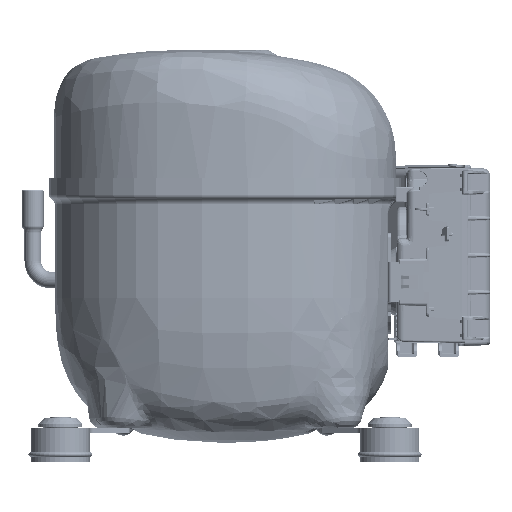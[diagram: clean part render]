
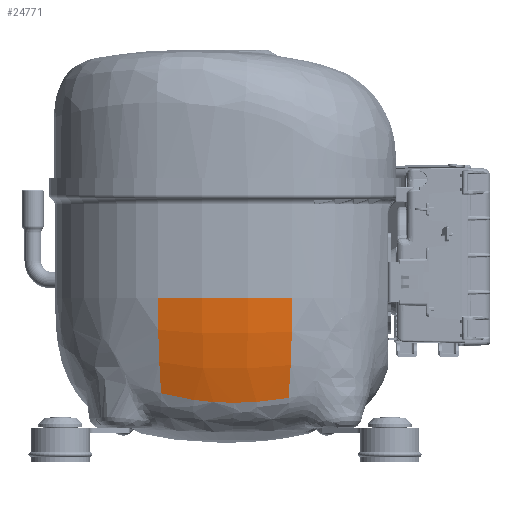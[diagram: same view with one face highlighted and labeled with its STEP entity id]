
A CAD part, left-side view. The second image highlights one B-rep face of the part: STEP entity #24771.
In plain terms, the highlighted free-form (B-spline) face has degree [3, 3] with [4, 4] control points.
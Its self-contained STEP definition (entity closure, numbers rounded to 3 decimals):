
#1621=(
BOUNDED_SURFACE()
B_SPLINE_SURFACE(3,3,((#227865,#227866,#227867,#227868),(#227869,#227870,
#227871,#227872),(#227873,#227874,#227875,#227876),(#227877,#227878,#227879,
#227880)),.UNSPECIFIED.,.F.,.F.,.F.)
B_SPLINE_SURFACE_WITH_KNOTS((4,4),(4,4),(0.,1.),(0.,1.),.UNSPECIFIED.)
GEOMETRIC_REPRESENTATION_ITEM()
RATIONAL_B_SPLINE_SURFACE(((1.,0.98,0.98,1.),(0.992,
0.972,0.972,0.992),(0.992,
0.972,0.972,0.992),(1.,0.98,
0.98,1.)))
REPRESENTATION_ITEM('')
SURFACE()
);
#24771=ADVANCED_FACE('',(#31397),#1621,.T.);
#31397=FACE_OUTER_BOUND('',#37118,.T.);
#37118=EDGE_LOOP('',(#64804,#64805,#64806,#64807,#64808,#64809,#64810));
#40189=CIRCLE('',#101314,188.54);
#40191=CIRCLE('',#101317,149.694);
#40192=CIRCLE('',#101318,188.54);
#64804=ORIENTED_EDGE('',*,*,#89231,.F.);
#64805=ORIENTED_EDGE('',*,*,#89228,.T.);
#64806=ORIENTED_EDGE('',*,*,#89225,.T.);
#64807=ORIENTED_EDGE('',*,*,#89175,.T.);
#64808=ORIENTED_EDGE('',*,*,#89268,.F.);
#64809=ORIENTED_EDGE('',*,*,#89269,.F.);
#64810=ORIENTED_EDGE('',*,*,#89234,.F.);
#76011=VERTEX_POINT('',#225035);
#76035=VERTEX_POINT('',#225253);
#76036=VERTEX_POINT('',#225255);
#76077=VERTEX_POINT('',#226287);
#76079=VERTEX_POINT('',#226403);
#76081=VERTEX_POINT('',#226459);
#76083=VERTEX_POINT('',#226773);
#89175=EDGE_CURVE('',#76036,#76035,#40189,.T.);
#89225=EDGE_CURVE('',#76077,#76036,#95117,.T.);
#89228=EDGE_CURVE('',#76079,#76077,#95120,.T.);
#89231=EDGE_CURVE('',#76079,#76081,#95123,.T.);
#89234=EDGE_CURVE('',#76081,#76083,#95126,.T.);
#89268=EDGE_CURVE('',#76011,#76035,#40191,.T.);
#89269=EDGE_CURVE('',#76083,#76011,#40192,.T.);
#95117=B_SPLINE_CURVE_WITH_KNOTS('',3,(#226283,#226284,#226285,#226286),
 .UNSPECIFIED.,.F.,.F.,(4,4),(0.,1.),.UNSPECIFIED.);
#95120=B_SPLINE_CURVE_WITH_KNOTS('',3,(#226399,#226400,#226401,#226402),
 .UNSPECIFIED.,.F.,.F.,(4,4),(0.,1.),.UNSPECIFIED.);
#95123=B_SPLINE_CURVE_WITH_KNOTS('',3,(#226455,#226456,#226457,#226458),
 .UNSPECIFIED.,.F.,.F.,(4,4),(0.,1.),.UNSPECIFIED.);
#95126=B_SPLINE_CURVE_WITH_KNOTS('',3,(#226765,#226766,#226767,#226768,#226769,
#226770,#226771,#226772),.UNSPECIFIED.,.F.,.F.,(4,2,2,4),(0.,0.5,0.75,1.),
 .UNSPECIFIED.);
#101314=AXIS2_PLACEMENT_3D('',#225254,#120271,#120272);
#101317=AXIS2_PLACEMENT_3D('',#227863,#120279,#120280);
#101318=AXIS2_PLACEMENT_3D('',#227864,#120281,#120282);
#120271=DIRECTION('',(-0.243,0.97,0.));
#120272=DIRECTION('',(-0.97,-0.243,0.));
#120279=DIRECTION('',(0.,0.,1.));
#120280=DIRECTION('',(1.,0.,0.));
#120281=DIRECTION('',(0.243,0.97,0.));
#120282=DIRECTION('',(-0.97,0.243,0.));
#225035=CARTESIAN_POINT('',(-71.343,36.316,-64.5));
#225253=CARTESIAN_POINT('',(-71.343,-36.316,-64.5));
#225254=CARTESIAN_POINT('',(111.565,9.424,-64.5));
#225255=CARTESIAN_POINT('',(-63.626,-34.386,-118.687));
#226283=CARTESIAN_POINT('',(-66.178,-17.012,-120.819));
#226284=CARTESIAN_POINT('',(-65.604,-22.82,-120.402));
#226285=CARTESIAN_POINT('',(-64.758,-28.616,-119.692));
#226286=CARTESIAN_POINT('',(-63.626,-34.386,-118.687));
#226287=CARTESIAN_POINT('',(-66.178,-17.012,-120.819));
#226399=CARTESIAN_POINT('',(-66.992,-4.579,-121.265));
#226400=CARTESIAN_POINT('',(-66.858,-8.726,-121.265));
#226401=CARTESIAN_POINT('',(-66.587,-12.872,-121.116));
#226402=CARTESIAN_POINT('',(-66.178,-17.012,-120.819));
#226403=CARTESIAN_POINT('',(-66.992,-4.579,-121.265));
#226455=CARTESIAN_POINT('',(-66.992,-4.579,-121.265));
#226456=CARTESIAN_POINT('',(-67.228,2.656,-121.265));
#226457=CARTESIAN_POINT('',(-67.067,9.852,-120.756));
#226458=CARTESIAN_POINT('',(-66.517,16.984,-119.742));
#226459=CARTESIAN_POINT('',(-66.517,16.986,-119.741));
#226765=CARTESIAN_POINT('',(-66.517,16.987,-119.741));
#226766=CARTESIAN_POINT('',(-66.291,19.916,-119.325));
#226767=CARTESIAN_POINT('',(-65.999,22.835,-118.823));
#226768=CARTESIAN_POINT('',(-65.461,27.194,-117.941));
#226769=CARTESIAN_POINT('',(-65.265,28.644,-117.626));
#226770=CARTESIAN_POINT('',(-64.839,31.538,-116.953));
#226771=CARTESIAN_POINT('',(-64.614,32.96,-116.603));
#226772=CARTESIAN_POINT('',(-64.338,34.564,-116.179));
#226773=CARTESIAN_POINT('',(-64.338,34.564,-116.179));
#227863=CARTESIAN_POINT('',(73.879,0.,-64.5));
#227864=CARTESIAN_POINT('',(111.565,-9.424,-64.5));
#227865=CARTESIAN_POINT('',(-71.343,36.316,-64.5));
#227866=CARTESIAN_POINT('',(-77.336,12.351,-64.5));
#227867=CARTESIAN_POINT('',(-77.336,-12.351,-64.5));
#227868=CARTESIAN_POINT('',(-71.343,-36.316,-64.5));
#227869=CARTESIAN_POINT('',(-71.343,36.316,-83.912));
#227870=CARTESIAN_POINT('',(-77.336,12.351,-83.912));
#227871=CARTESIAN_POINT('',(-77.336,-12.351,-83.912));
#227872=CARTESIAN_POINT('',(-71.343,-36.316,-83.912));
#227873=CARTESIAN_POINT('',(-68.458,35.594,-103.094));
#227874=CARTESIAN_POINT('',(-74.331,12.106,-103.094));
#227875=CARTESIAN_POINT('',(-74.331,-12.106,-103.094));
#227876=CARTESIAN_POINT('',(-68.458,-35.594,-103.094));
#227877=CARTESIAN_POINT('',(-62.755,34.168,-121.595));
#227878=CARTESIAN_POINT('',(-68.393,11.621,-121.595));
#227879=CARTESIAN_POINT('',(-68.393,-11.621,-121.595));
#227880=CARTESIAN_POINT('',(-62.755,-34.168,-121.595));
